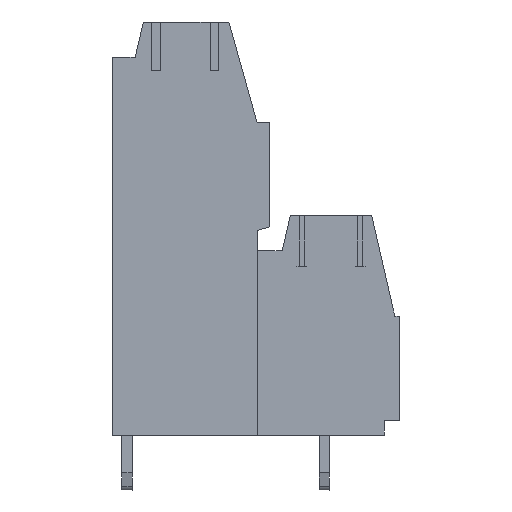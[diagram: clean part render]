
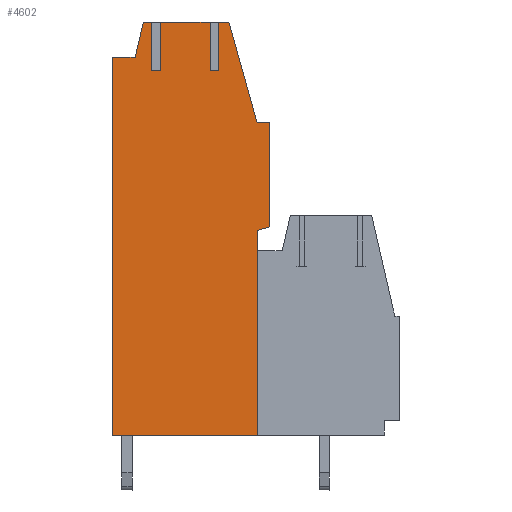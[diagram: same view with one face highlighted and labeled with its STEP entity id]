
A CAD part, left-side view. The second image highlights one B-rep face of the part: STEP entity #4602.
In plain terms, the highlighted planar face has unit normal (-1, 0, 0).
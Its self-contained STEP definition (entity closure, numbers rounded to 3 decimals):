
#4542=AXIS2_PLACEMENT_3D('Plane Axis2P3D',#4539,#4540,#4541) ;
#1425=CARTESIAN_POINT('Vertex',(0.,8.3,3.2)) ;
#1428=CARTESIAN_POINT('Line Origine',(0.,12.525,3.2)) ;
#1432=CARTESIAN_POINT('Vertex',(0.,16.75,3.2)) ;
#2488=CARTESIAN_POINT('Line Origine',(0.,16.75,14.225)) ;
#2492=CARTESIAN_POINT('Vertex',(0.,16.75,25.25)) ;
#2612=CARTESIAN_POINT('Vertex',(0.,8.3,15.15)) ;
#2615=CARTESIAN_POINT('Line Origine',(0.,8.3,9.175)) ;
#2776=CARTESIAN_POINT('Vertex',(0.,14.95,27.3)) ;
#2779=CARTESIAN_POINT('Line Origine',(0.,14.7,27.3)) ;
#2783=CARTESIAN_POINT('Vertex',(0.,14.45,27.3)) ;
#2832=CARTESIAN_POINT('Vertex',(0.,13.95,27.3)) ;
#2835=CARTESIAN_POINT('Line Origine',(0.,12.5,27.3)) ;
#2839=CARTESIAN_POINT('Vertex',(0.,11.05,27.3)) ;
#2888=CARTESIAN_POINT('Vertex',(0.,10.55,27.3)) ;
#2891=CARTESIAN_POINT('Line Origine',(0.,10.25,27.3)) ;
#2895=CARTESIAN_POINT('Vertex',(0.,9.95,27.3)) ;
#3333=CARTESIAN_POINT('Line Origine',(0.,9.131,24.375)) ;
#3337=CARTESIAN_POINT('Vertex',(0.,8.311,21.45)) ;
#3357=CARTESIAN_POINT('Line Origine',(0.,7.956,21.45)) ;
#3361=CARTESIAN_POINT('Vertex',(0.,7.6,21.45)) ;
#3381=CARTESIAN_POINT('Line Origine',(0.,7.6,18.4)) ;
#3385=CARTESIAN_POINT('Vertex',(0.,7.6,15.35)) ;
#3983=CARTESIAN_POINT('Line Origine',(0.,7.95,15.25)) ;
#4000=CARTESIAN_POINT('Line Origine',(0.,16.088,25.25)) ;
#4004=CARTESIAN_POINT('Vertex',(0.,15.425,25.25)) ;
#4024=CARTESIAN_POINT('Line Origine',(0.,15.188,26.275)) ;
#4539=CARTESIAN_POINT('Axis2P3D Location',(0.,7.6,0.)) ;
#4544=CARTESIAN_POINT('Line Origine',(0.,13.95,25.875)) ;
#4548=CARTESIAN_POINT('Vertex',(0.,13.95,24.45)) ;
#4551=CARTESIAN_POINT('Line Origine',(0.,14.2,24.45)) ;
#4555=CARTESIAN_POINT('Vertex',(0.,14.45,24.45)) ;
#4558=CARTESIAN_POINT('Line Origine',(0.,14.45,25.875)) ;
#4563=CARTESIAN_POINT('Line Origine',(0.,10.55,25.875)) ;
#4567=CARTESIAN_POINT('Vertex',(0.,10.55,24.45)) ;
#4570=CARTESIAN_POINT('Line Origine',(0.,10.8,24.45)) ;
#4574=CARTESIAN_POINT('Vertex',(0.,11.05,24.45)) ;
#4577=CARTESIAN_POINT('Line Origine',(0.,11.05,25.875)) ;
#1429=DIRECTION('Vector Direction',(0.,1.,0.)) ;
#2489=DIRECTION('Vector Direction',(0.,0.,1.)) ;
#2616=DIRECTION('Vector Direction',(0.,0.,-1.)) ;
#2780=DIRECTION('Vector Direction',(0.,-1.,0.)) ;
#2836=DIRECTION('Vector Direction',(0.,-1.,0.)) ;
#2892=DIRECTION('Vector Direction',(0.,-1.,0.)) ;
#3334=DIRECTION('Vector Direction',(0.,-0.27,-0.963)) ;
#3358=DIRECTION('Vector Direction',(0.,-1.,0.)) ;
#3382=DIRECTION('Vector Direction',(0.,0.,-1.)) ;
#3984=DIRECTION('Vector Direction',(0.,0.962,-0.275)) ;
#4001=DIRECTION('Vector Direction',(0.,-1.,0.)) ;
#4025=DIRECTION('Vector Direction',(0.,-0.226,0.974)) ;
#4540=DIRECTION('Axis2P3D Direction',(-1.,0.,0.)) ;
#4541=DIRECTION('Axis2P3D XDirection',(0.,0.,1.)) ;
#4545=DIRECTION('Vector Direction',(0.,0.,1.)) ;
#4552=DIRECTION('Vector Direction',(0.,-1.,0.)) ;
#4559=DIRECTION('Vector Direction',(0.,0.,1.)) ;
#4564=DIRECTION('Vector Direction',(0.,0.,1.)) ;
#4571=DIRECTION('Vector Direction',(0.,-1.,0.)) ;
#4578=DIRECTION('Vector Direction',(0.,0.,1.)) ;
#1430=VECTOR('Line Direction',#1429,1.) ;
#2490=VECTOR('Line Direction',#2489,1.) ;
#2617=VECTOR('Line Direction',#2616,1.) ;
#2781=VECTOR('Line Direction',#2780,1.) ;
#2837=VECTOR('Line Direction',#2836,1.) ;
#2893=VECTOR('Line Direction',#2892,1.) ;
#3335=VECTOR('Line Direction',#3334,1.) ;
#3359=VECTOR('Line Direction',#3358,1.) ;
#3383=VECTOR('Line Direction',#3382,1.) ;
#3985=VECTOR('Line Direction',#3984,1.) ;
#4002=VECTOR('Line Direction',#4001,1.) ;
#4026=VECTOR('Line Direction',#4025,1.) ;
#4546=VECTOR('Line Direction',#4545,1.) ;
#4553=VECTOR('Line Direction',#4552,1.) ;
#4560=VECTOR('Line Direction',#4559,1.) ;
#4565=VECTOR('Line Direction',#4564,1.) ;
#4572=VECTOR('Line Direction',#4571,1.) ;
#4579=VECTOR('Line Direction',#4578,1.) ;
#4583=ORIENTED_EDGE('',*,*,#2841,.T.) ;
#4584=ORIENTED_EDGE('',*,*,#4550,.F.) ;
#4585=ORIENTED_EDGE('',*,*,#4557,.F.) ;
#4586=ORIENTED_EDGE('',*,*,#4562,.T.) ;
#4587=ORIENTED_EDGE('',*,*,#2785,.T.) ;
#4588=ORIENTED_EDGE('',*,*,#4028,.T.) ;
#4589=ORIENTED_EDGE('',*,*,#4006,.T.) ;
#4590=ORIENTED_EDGE('',*,*,#2494,.T.) ;
#4591=ORIENTED_EDGE('',*,*,#1434,.T.) ;
#4592=ORIENTED_EDGE('',*,*,#2619,.T.) ;
#4593=ORIENTED_EDGE('',*,*,#3987,.T.) ;
#4594=ORIENTED_EDGE('',*,*,#3387,.T.) ;
#4595=ORIENTED_EDGE('',*,*,#3363,.T.) ;
#4596=ORIENTED_EDGE('',*,*,#3339,.T.) ;
#4597=ORIENTED_EDGE('',*,*,#2897,.T.) ;
#4598=ORIENTED_EDGE('',*,*,#4569,.F.) ;
#4599=ORIENTED_EDGE('',*,*,#4576,.F.) ;
#4600=ORIENTED_EDGE('',*,*,#4581,.T.) ;
#4602=ADVANCED_FACE('Hauptk\X2\00F6\X0\rper',(#4601),#4543,.T.) ;
#1434=EDGE_CURVE('',#1433,#1426,#1431,.F.) ;
#2494=EDGE_CURVE('',#2493,#1433,#2491,.F.) ;
#2619=EDGE_CURVE('',#1426,#2613,#2618,.F.) ;
#2785=EDGE_CURVE('',#2784,#2777,#2782,.F.) ;
#2841=EDGE_CURVE('',#2840,#2833,#2838,.F.) ;
#2897=EDGE_CURVE('',#2896,#2889,#2894,.F.) ;
#3339=EDGE_CURVE('',#3338,#2896,#3336,.F.) ;
#3363=EDGE_CURVE('',#3362,#3338,#3360,.F.) ;
#3387=EDGE_CURVE('',#3386,#3362,#3384,.F.) ;
#3987=EDGE_CURVE('',#2613,#3386,#3986,.F.) ;
#4006=EDGE_CURVE('',#4005,#2493,#4003,.F.) ;
#4028=EDGE_CURVE('',#2777,#4005,#4027,.F.) ;
#4550=EDGE_CURVE('',#4549,#2833,#4547,.T.) ;
#4557=EDGE_CURVE('',#4556,#4549,#4554,.T.) ;
#4562=EDGE_CURVE('',#4556,#2784,#4561,.T.) ;
#4569=EDGE_CURVE('',#4568,#2889,#4566,.T.) ;
#4576=EDGE_CURVE('',#4575,#4568,#4573,.T.) ;
#4581=EDGE_CURVE('',#4575,#2840,#4580,.T.) ;
#4582=EDGE_LOOP('',(#4583,#4584,#4585,#4586,#4587,#4588,#4589,#4590,#4591,#4592,#4593,#4594,#4595,#4596,#4597,#4598,#4599,#4600)) ;
#4601=FACE_OUTER_BOUND('',#4582,.T.) ;
#1431=LINE('Line',#1428,#1430) ;
#2491=LINE('Line',#2488,#2490) ;
#2618=LINE('Line',#2615,#2617) ;
#2782=LINE('Line',#2779,#2781) ;
#2838=LINE('Line',#2835,#2837) ;
#2894=LINE('Line',#2891,#2893) ;
#3336=LINE('Line',#3333,#3335) ;
#3360=LINE('Line',#3357,#3359) ;
#3384=LINE('Line',#3381,#3383) ;
#3986=LINE('Line',#3983,#3985) ;
#4003=LINE('Line',#4000,#4002) ;
#4027=LINE('Line',#4024,#4026) ;
#4547=LINE('Line',#4544,#4546) ;
#4554=LINE('Line',#4551,#4553) ;
#4561=LINE('Line',#4558,#4560) ;
#4566=LINE('Line',#4563,#4565) ;
#4573=LINE('Line',#4570,#4572) ;
#4580=LINE('Line',#4577,#4579) ;
#4543=PLANE('',#4542) ;
#1426=VERTEX_POINT('',#1425) ;
#1433=VERTEX_POINT('',#1432) ;
#2493=VERTEX_POINT('',#2492) ;
#2613=VERTEX_POINT('',#2612) ;
#2777=VERTEX_POINT('',#2776) ;
#2784=VERTEX_POINT('',#2783) ;
#2833=VERTEX_POINT('',#2832) ;
#2840=VERTEX_POINT('',#2839) ;
#2889=VERTEX_POINT('',#2888) ;
#2896=VERTEX_POINT('',#2895) ;
#3338=VERTEX_POINT('',#3337) ;
#3362=VERTEX_POINT('',#3361) ;
#3386=VERTEX_POINT('',#3385) ;
#4005=VERTEX_POINT('',#4004) ;
#4549=VERTEX_POINT('',#4548) ;
#4556=VERTEX_POINT('',#4555) ;
#4568=VERTEX_POINT('',#4567) ;
#4575=VERTEX_POINT('',#4574) ;
